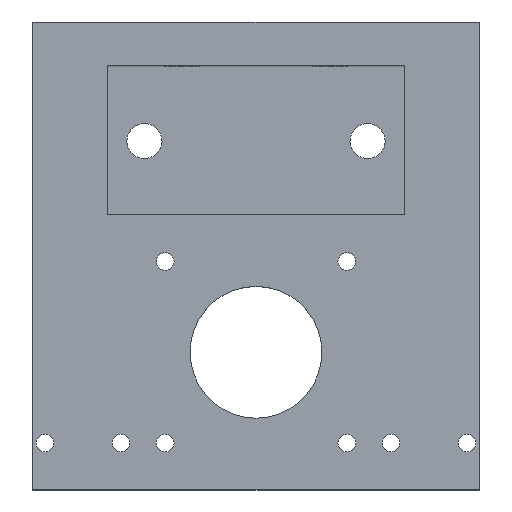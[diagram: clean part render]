
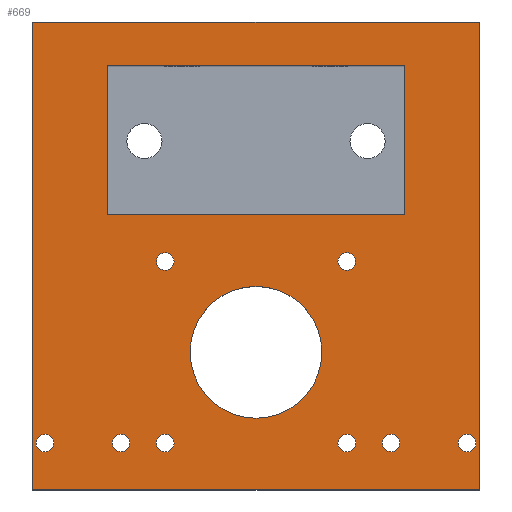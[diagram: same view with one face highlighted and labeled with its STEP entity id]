
A CAD part, top view. The second image highlights one B-rep face of the part: STEP entity #669.
In plain terms, the highlighted planar face has unit normal (0, 0, 1).
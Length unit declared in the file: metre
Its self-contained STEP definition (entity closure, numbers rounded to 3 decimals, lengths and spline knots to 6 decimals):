
#30=CIRCLE('',#718,0.0015);
#31=CIRCLE('',#719,0.0015);
#32=CIRCLE('',#720,0.0015);
#33=CIRCLE('',#721,0.01125);
#34=CIRCLE('',#722,0.0015);
#35=CIRCLE('',#723,0.0015);
#36=CIRCLE('',#724,0.0015);
#37=CIRCLE('',#725,0.0015);
#38=CIRCLE('',#726,0.0015);
#86=ORIENTED_EDGE('',*,*,#250,.T.);
#87=ORIENTED_EDGE('',*,*,#251,.T.);
#88=ORIENTED_EDGE('',*,*,#252,.T.);
#89=ORIENTED_EDGE('',*,*,#253,.T.);
#90=ORIENTED_EDGE('',*,*,#254,.T.);
#91=ORIENTED_EDGE('',*,*,#255,.T.);
#92=ORIENTED_EDGE('',*,*,#256,.T.);
#93=ORIENTED_EDGE('',*,*,#257,.T.);
#94=ORIENTED_EDGE('',*,*,#258,.T.);
#95=ORIENTED_EDGE('',*,*,#259,.F.);
#96=ORIENTED_EDGE('',*,*,#260,.T.);
#97=ORIENTED_EDGE('',*,*,#261,.T.);
#98=ORIENTED_EDGE('',*,*,#262,.F.);
#99=ORIENTED_EDGE('',*,*,#263,.F.);
#100=ORIENTED_EDGE('',*,*,#239,.F.);
#101=ORIENTED_EDGE('',*,*,#264,.T.);
#102=ORIENTED_EDGE('',*,*,#241,.T.);
#239=EDGE_CURVE('',#321,#312,#387,.T.);
#241=EDGE_CURVE('',#324,#322,#389,.T.);
#250=EDGE_CURVE('',#332,#332,#30,.F.);
#251=EDGE_CURVE('',#333,#333,#31,.F.);
#252=EDGE_CURVE('',#334,#334,#32,.F.);
#253=EDGE_CURVE('',#335,#335,#33,.F.);
#254=EDGE_CURVE('',#336,#336,#34,.F.);
#255=EDGE_CURVE('',#337,#337,#35,.F.);
#256=EDGE_CURVE('',#338,#338,#36,.F.);
#257=EDGE_CURVE('',#339,#339,#37,.F.);
#258=EDGE_CURVE('',#340,#340,#38,.F.);
#259=EDGE_CURVE('',#341,#342,#398,.T.);
#260=EDGE_CURVE('',#341,#343,#399,.T.);
#261=EDGE_CURVE('',#343,#344,#400,.T.);
#262=EDGE_CURVE('',#342,#344,#401,.T.);
#263=EDGE_CURVE('',#312,#322,#402,.T.);
#264=EDGE_CURVE('',#321,#324,#403,.T.);
#312=VERTEX_POINT('',#979);
#321=VERTEX_POINT('',#996);
#322=VERTEX_POINT('',#1000);
#324=VERTEX_POINT('',#1003);
#332=VERTEX_POINT('',#1021);
#333=VERTEX_POINT('',#1023);
#334=VERTEX_POINT('',#1025);
#335=VERTEX_POINT('',#1027);
#336=VERTEX_POINT('',#1029);
#337=VERTEX_POINT('',#1031);
#338=VERTEX_POINT('',#1033);
#339=VERTEX_POINT('',#1035);
#340=VERTEX_POINT('',#1037);
#341=VERTEX_POINT('',#1039);
#342=VERTEX_POINT('',#1040);
#343=VERTEX_POINT('',#1042);
#344=VERTEX_POINT('',#1044);
#387=LINE('',#997,#433);
#389=LINE('',#1002,#435);
#398=LINE('',#1038,#444);
#399=LINE('',#1041,#445);
#400=LINE('',#1043,#446);
#401=LINE('',#1045,#447);
#402=LINE('',#1046,#448);
#403=LINE('',#1047,#449);
#433=VECTOR('',#799,1.);
#435=VECTOR('',#803,1.);
#444=VECTOR('',#832,1.);
#445=VECTOR('',#833,1.);
#446=VECTOR('',#834,1.);
#447=VECTOR('',#835,1.);
#448=VECTOR('',#836,1.);
#449=VECTOR('',#837,1.);
#472=EDGE_LOOP('',(#86));
#473=EDGE_LOOP('',(#87));
#474=EDGE_LOOP('',(#88));
#475=EDGE_LOOP('',(#89));
#476=EDGE_LOOP('',(#90));
#477=EDGE_LOOP('',(#91));
#478=EDGE_LOOP('',(#92));
#479=EDGE_LOOP('',(#93));
#480=EDGE_LOOP('',(#94));
#481=EDGE_LOOP('',(#95,#96,#97,#98));
#482=EDGE_LOOP('',(#99,#100,#101,#102));
#562=FACE_BOUND('',#472,.T.);
#563=FACE_BOUND('',#473,.T.);
#564=FACE_BOUND('',#474,.T.);
#565=FACE_BOUND('',#475,.T.);
#566=FACE_BOUND('',#476,.T.);
#567=FACE_BOUND('',#477,.T.);
#568=FACE_BOUND('',#478,.T.);
#569=FACE_BOUND('',#479,.T.);
#570=FACE_BOUND('',#480,.T.);
#571=FACE_BOUND('',#481,.T.);
#572=FACE_BOUND('',#482,.T.);
#652=PLANE('',#717);
#669=ADVANCED_FACE('',(#562,#563,#564,#565,#566,#567,#568,#569,#570,#571,
#572),#652,.T.);
#717=AXIS2_PLACEMENT_3D('',#1019,#812,#813);
#718=AXIS2_PLACEMENT_3D('',#1020,#814,#815);
#719=AXIS2_PLACEMENT_3D('',#1022,#816,#817);
#720=AXIS2_PLACEMENT_3D('',#1024,#818,#819);
#721=AXIS2_PLACEMENT_3D('',#1026,#820,#821);
#722=AXIS2_PLACEMENT_3D('',#1028,#822,#823);
#723=AXIS2_PLACEMENT_3D('',#1030,#824,#825);
#724=AXIS2_PLACEMENT_3D('',#1032,#826,#827);
#725=AXIS2_PLACEMENT_3D('',#1034,#828,#829);
#726=AXIS2_PLACEMENT_3D('',#1036,#830,#831);
#799=DIRECTION('',(0.,1.,0.));
#803=DIRECTION('',(0.,1.,0.));
#812=DIRECTION('',(0.,0.,1.));
#813=DIRECTION('',(1.,0.,0.));
#814=DIRECTION('',(0.,0.,1.));
#815=DIRECTION('',(1.,0.,0.));
#816=DIRECTION('',(0.,0.,1.));
#817=DIRECTION('',(1.,0.,0.));
#818=DIRECTION('',(0.,0.,1.));
#819=DIRECTION('',(1.,0.,0.));
#820=DIRECTION('',(0.,0.,1.));
#821=DIRECTION('',(1.,0.,0.));
#822=DIRECTION('',(0.,0.,1.));
#823=DIRECTION('',(1.,0.,0.));
#824=DIRECTION('',(0.,0.,1.));
#825=DIRECTION('',(1.,0.,0.));
#826=DIRECTION('',(0.,0.,1.));
#827=DIRECTION('',(1.,0.,0.));
#828=DIRECTION('',(0.,0.,1.));
#829=DIRECTION('',(1.,0.,0.));
#830=DIRECTION('',(0.,0.,1.));
#831=DIRECTION('',(1.,0.,0.));
#832=DIRECTION('',(1.,0.,0.));
#833=DIRECTION('',(0.,1.,0.));
#834=DIRECTION('',(1.,0.,0.));
#835=DIRECTION('',(0.,1.,0.));
#836=DIRECTION('',(1.,0.,0.));
#837=DIRECTION('',(1.,0.,0.));
#979=CARTESIAN_POINT('',(-0.05734,0.,0.053477));
#996=CARTESIAN_POINT('',(-0.05734,-0.0799,0.053477));
#997=CARTESIAN_POINT('',(-0.05734,-0.0329,0.053477));
#1000=CARTESIAN_POINT('',(0.01886,0.,0.053477));
#1002=CARTESIAN_POINT('',(0.01886,-0.0329,0.053477));
#1003=CARTESIAN_POINT('',(0.01886,-0.0799,0.053477));
#1019=CARTESIAN_POINT('',(-0.01924,-0.0075,0.053477));
#1020=CARTESIAN_POINT('',(-0.04229,-0.0719,0.053477));
#1021=CARTESIAN_POINT('',(-0.04079,-0.0719,0.053477));
#1022=CARTESIAN_POINT('',(-0.00374,-0.0409,0.053477));
#1023=CARTESIAN_POINT('',(-0.00224,-0.0409,0.053477));
#1024=CARTESIAN_POINT('',(-0.00374,-0.0719,0.053477));
#1025=CARTESIAN_POINT('',(-0.00224,-0.0719,0.053477));
#1026=CARTESIAN_POINT('',(-0.01924,-0.0564,0.053477));
#1027=CARTESIAN_POINT('',(-0.00799,-0.0564,0.053477));
#1028=CARTESIAN_POINT('',(-0.05529,-0.0719,0.053477));
#1029=CARTESIAN_POINT('',(-0.05379,-0.0719,0.053477));
#1030=CARTESIAN_POINT('',(0.01681,-0.0719,0.053477));
#1031=CARTESIAN_POINT('',(0.01831,-0.0719,0.053477));
#1032=CARTESIAN_POINT('',(0.00381,-0.0719,0.053477));
#1033=CARTESIAN_POINT('',(0.00531,-0.0719,0.053477));
#1034=CARTESIAN_POINT('',(-0.03474,-0.0719,0.053477));
#1035=CARTESIAN_POINT('',(-0.03324,-0.0719,0.053477));
#1036=CARTESIAN_POINT('',(-0.03474,-0.0409,0.053477));
#1037=CARTESIAN_POINT('',(-0.03324,-0.0409,0.053477));
#1038=CARTESIAN_POINT('',(-0.01924,-0.0329,0.053477));
#1039=CARTESIAN_POINT('',(-0.04464,-0.0329,0.053477));
#1040=CARTESIAN_POINT('',(0.00616,-0.0329,0.053477));
#1041=CARTESIAN_POINT('',(-0.04464,-0.0329,0.053477));
#1042=CARTESIAN_POINT('',(-0.04464,-0.0075,0.053477));
#1043=CARTESIAN_POINT('',(-0.01924,-0.0075,0.053477));
#1044=CARTESIAN_POINT('',(0.00616,-0.0075,0.053477));
#1045=CARTESIAN_POINT('',(0.00616,-0.0329,0.053477));
#1046=CARTESIAN_POINT('',(-0.01924,0.,0.053477));
#1047=CARTESIAN_POINT('',(-0.01924,-0.0799,0.053477));
